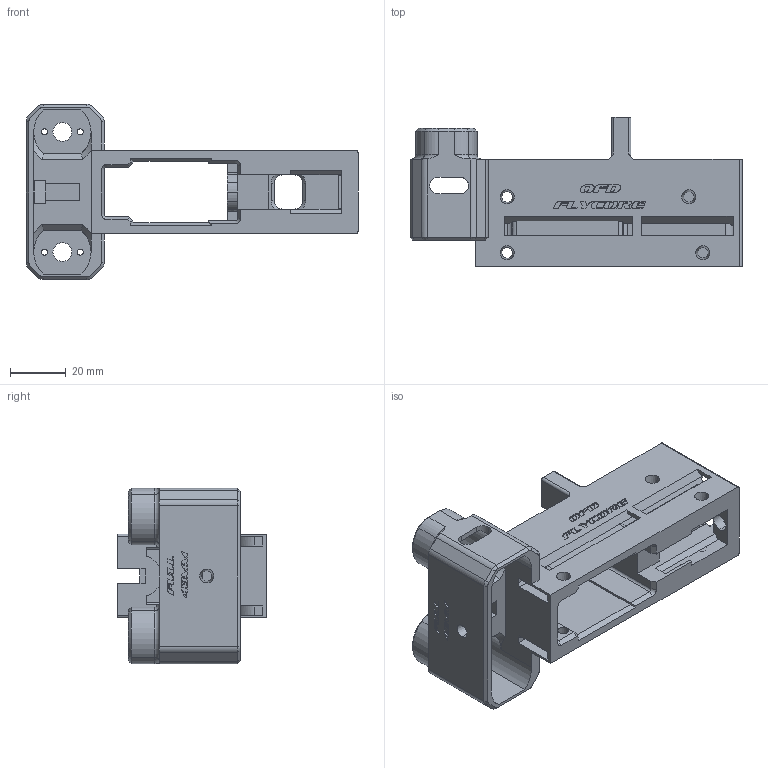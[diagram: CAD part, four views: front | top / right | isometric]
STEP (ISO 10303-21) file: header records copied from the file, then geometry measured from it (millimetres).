
FILE_DESCRIPTION (( 'STEP AP214' ), '1' );
FILE_NAME ('OFD_FLYCORE_STRAIGHT_FULL_43MM_V1.STEP', '2022-10-01T14:31:29', ( '' ), ( '' ), 'SwSTEP 2.0', 'SolidWorks 2020', '' );
FILE_SCHEMA (( 'AUTOMOTIVE_DESIGN' ));
Length unit declared in the file: millimetre
Products named in the file (1): OFD_FLYCORE_STRAIGHT_FULL_43MM_V1
Bounding box: 118.75 x 53.5 x 62.7 mm (x, y, z)
Volume: 73988.4 mm3; surface area: 38383.8 mm2
Topology: 1 solids, 1 shells, 919 faces, 2577 edges, 1686 vertices
Faces by surface type: plane 459, bspline 292, cylinder 98, cone 58, torus 12
Entity records: 37588 total; most frequent: CARTESIAN_POINT 15700, ORIENTED_EDGE 5154, DIRECTION 3485, EDGE_CURVE 2577, VERTEX_POINT 1686, VECTOR 1651, LINE 1651, EDGE_LOOP 997
